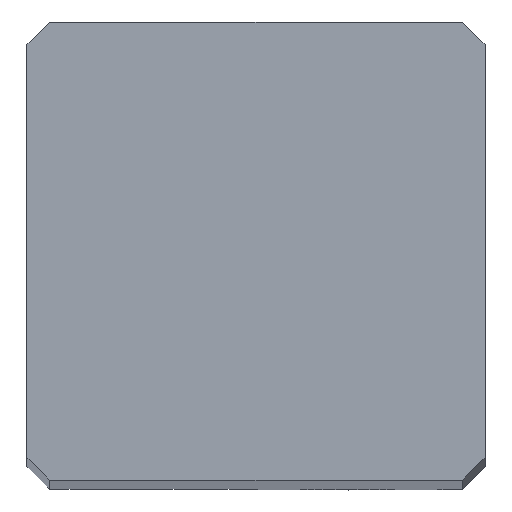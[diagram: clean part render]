
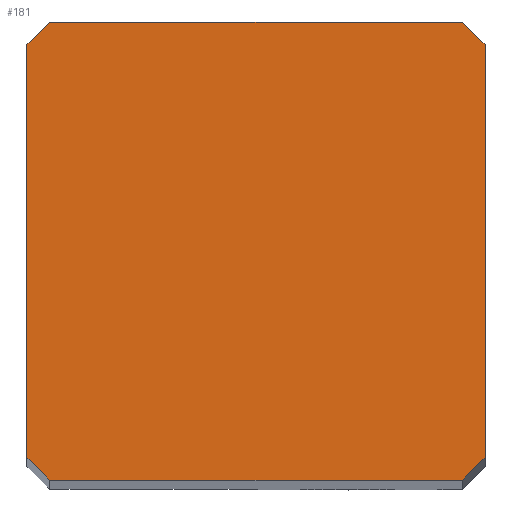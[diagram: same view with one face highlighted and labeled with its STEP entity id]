
A CAD part, top view. The second image highlights one B-rep face of the part: STEP entity #181.
In plain terms, the highlighted planar face has unit normal (0, 0, 1).
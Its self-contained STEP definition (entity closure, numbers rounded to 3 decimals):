
#118=FACE_OUTER_BOUND('',#281,.T.);
#181=ADVANCED_FACE('',(#118),#241,.T.);
#241=PLANE('',#1352);
#281=EDGE_LOOP('',(#497,#498,#499,#500,#501,#502,#503,#504));
#497=ORIENTED_EDGE('',*,*,#947,.F.);
#498=ORIENTED_EDGE('',*,*,#948,.T.);
#499=ORIENTED_EDGE('',*,*,#884,.T.);
#500=ORIENTED_EDGE('',*,*,#946,.T.);
#501=ORIENTED_EDGE('',*,*,#944,.F.);
#502=ORIENTED_EDGE('',*,*,#949,.T.);
#503=ORIENTED_EDGE('',*,*,#950,.T.);
#504=ORIENTED_EDGE('',*,*,#951,.T.);
#761=VERTEX_POINT('',#1834);
#763=VERTEX_POINT('',#1837);
#808=VERTEX_POINT('',#2013);
#809=VERTEX_POINT('',#2015);
#810=VERTEX_POINT('',#2021);
#811=VERTEX_POINT('',#2022);
#812=VERTEX_POINT('',#2025);
#813=VERTEX_POINT('',#2027);
#884=EDGE_CURVE('',#763,#761,#1065,.T.);
#944=EDGE_CURVE('',#808,#809,#1104,.T.);
#946=EDGE_CURVE('',#761,#809,#1106,.T.);
#947=EDGE_CURVE('',#810,#811,#1107,.T.);
#948=EDGE_CURVE('',#810,#763,#1108,.T.);
#949=EDGE_CURVE('',#808,#812,#1109,.T.);
#950=EDGE_CURVE('',#812,#813,#1110,.T.);
#951=EDGE_CURVE('',#813,#811,#1111,.T.);
#1065=LINE('',#1836,#1157);
#1104=LINE('',#2014,#1196);
#1106=LINE('',#2018,#1198);
#1107=LINE('',#2020,#1199);
#1108=LINE('',#2023,#1200);
#1109=LINE('',#2024,#1201);
#1110=LINE('',#2026,#1202);
#1111=LINE('',#2028,#1203);
#1157=VECTOR('',#1472,1.);
#1196=VECTOR('',#1569,1.);
#1198=VECTOR('',#1573,1.);
#1199=VECTOR('',#1576,1.);
#1200=VECTOR('',#1577,1.);
#1201=VECTOR('',#1578,1.);
#1202=VECTOR('',#1579,1.);
#1203=VECTOR('',#1580,1.);
#1352=AXIS2_PLACEMENT_3D('',#2029,#1581,#1582);
#1472=DIRECTION('',(1.,0.,0.));
#1569=DIRECTION('',(0.,-1.,0.));
#1573=DIRECTION('',(0.707,0.707,0.));
#1576=DIRECTION('',(0.,1.,0.));
#1577=DIRECTION('',(0.707,-0.707,0.));
#1578=DIRECTION('',(-0.707,0.707,0.));
#1579=DIRECTION('',(-1.,0.,0.));
#1580=DIRECTION('',(-0.707,-0.707,0.));
#1581=DIRECTION('',(0.,0.,1.));
#1582=DIRECTION('',(-1.,0.,0.));
#1834=CARTESIAN_POINT('',(9.5,0.,0.));
#1836=CARTESIAN_POINT('',(0.5,0.,0.));
#1837=CARTESIAN_POINT('',(0.5,0.,0.));
#2013=CARTESIAN_POINT('',(10.,9.5,0.));
#2014=CARTESIAN_POINT('',(10.,9.5,0.));
#2015=CARTESIAN_POINT('',(10.,0.5,0.));
#2018=CARTESIAN_POINT('',(9.5,0.,0.));
#2020=CARTESIAN_POINT('',(0.,0.5,0.));
#2021=CARTESIAN_POINT('',(0.,0.5,0.));
#2022=CARTESIAN_POINT('',(0.,9.5,0.));
#2023=CARTESIAN_POINT('',(0.,0.5,0.));
#2024=CARTESIAN_POINT('',(10.,9.5,0.));
#2025=CARTESIAN_POINT('',(9.5,10.,0.));
#2026=CARTESIAN_POINT('',(9.5,10.,0.));
#2027=CARTESIAN_POINT('',(0.5,10.,0.));
#2028=CARTESIAN_POINT('',(0.5,10.,0.));
#2029=CARTESIAN_POINT('',(5.,5.,0.));
